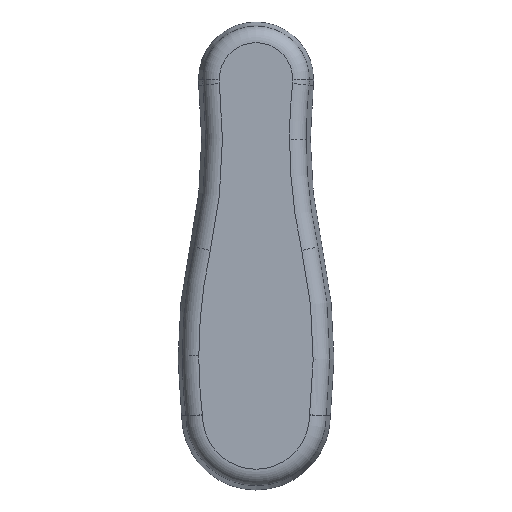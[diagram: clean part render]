
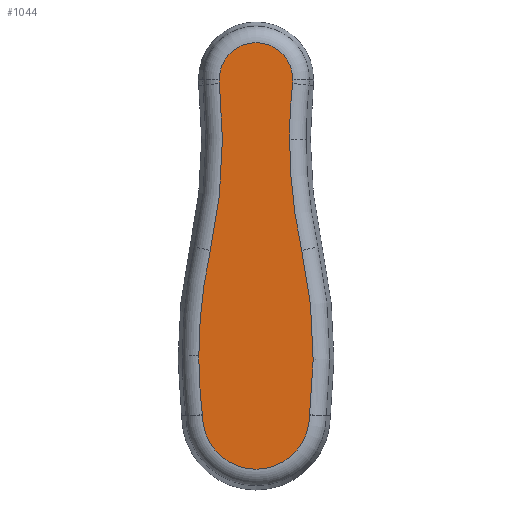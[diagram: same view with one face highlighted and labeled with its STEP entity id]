
A CAD part, top view. The second image highlights one B-rep face of the part: STEP entity #1044.
In plain terms, the highlighted planar face has unit normal (0, 0, 1).
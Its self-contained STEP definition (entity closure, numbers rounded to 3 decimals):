
#3 = PLANE ( 'NONE',  #585 ) ;
#21 = VERTEX_POINT ( 'NONE', #227 ) ;
#24 = AXIS2_PLACEMENT_3D ( 'NONE', #863, #695, #613 ) ;
#33 = CARTESIAN_POINT ( 'NONE',  ( 328.084, 164.487, 20. ) ) ;
#40 = CIRCLE ( 'NONE', #308, 21.902 ) ;
#59 = DIRECTION ( 'NONE',  ( 0., 0., 1. ) ) ;
#72 = CARTESIAN_POINT ( 'NONE',  ( -31.902, 0., 20. ) ) ;
#76 = VERTEX_POINT ( 'NONE', #553 ) ;
#81 = CARTESIAN_POINT ( 'NONE',  ( 0., 200., 20. ) ) ;
#105 = CIRCLE ( 'NONE', #741, 291.902 ) ;
#109 = VERTEX_POINT ( 'NONE', #219 ) ;
#159 = CIRCLE ( 'NONE', #538, 31.902 ) ;
#160 = CIRCLE ( 'NONE', #820, 308.098 ) ;
#173 = VERTEX_POINT ( 'NONE', #72 ) ;
#180 = CIRCLE ( 'NONE', #1041, 21.902 ) ;
#185 = DIRECTION ( 'NONE',  ( 0., 0., 1. ) ) ;
#188 = ORIENTED_EDGE ( 'NONE', *, *, #873, .T. ) ;
#207 = DIRECTION ( 'NONE',  ( -1., 0., 0. ) ) ;
#219 = CARTESIAN_POINT ( 'NONE',  ( -34.012, 35.513, 20. ) ) ;
#223 = DIRECTION ( 'NONE',  ( -1., 0., 0. ) ) ;
#224 = DIRECTION ( 'NONE',  ( -1., 0., 0. ) ) ;
#227 = CARTESIAN_POINT ( 'NONE',  ( 31.902, 0., 20. ) ) ;
#231 = VERTEX_POINT ( 'NONE', #916 ) ;
#236 = CARTESIAN_POINT ( 'NONE',  ( 31.899, 0.457, 20. ) ) ;
#242 = ORIENTED_EDGE ( 'NONE', *, *, #997, .T. ) ;
#266 = AXIS2_PLACEMENT_3D ( 'NONE', #648, #473, #402 ) ;
#274 = CIRCLE ( 'NONE', #753, 291.902 ) ;
#277 = VERTEX_POINT ( 'NONE', #504 ) ;
#294 = VERTEX_POINT ( 'NONE', #581 ) ;
#299 = DIRECTION ( 'NONE',  ( 0., 0., 1. ) ) ;
#308 = AXIS2_PLACEMENT_3D ( 'NONE', #621, #615, #207 ) ;
#312 = EDGE_LOOP ( 'NONE', ( #736, #348, #369, #915, #359, #908, #745, #790, #879, #242, #188, #516 ) ) ;
#327 = DIRECTION ( 'NONE',  ( 0., 0., 1. ) ) ;
#348 = ORIENTED_EDGE ( 'NONE', *, *, #519, .T. ) ;
#359 = ORIENTED_EDGE ( 'NONE', *, *, #632, .T. ) ;
#369 = ORIENTED_EDGE ( 'NONE', *, *, #595, .T. ) ;
#376 = EDGE_CURVE ( 'NONE', #476, #294, #160, .T. ) ;
#387 = CIRCLE ( 'NONE', #521, 308.098 ) ;
#402 = DIRECTION ( 'NONE',  ( -1., 0., 0. ) ) ;
#407 = DIRECTION ( 'NONE',  ( -1., 0., 0. ) ) ;
#410 = CARTESIAN_POINT ( 'NONE',  ( -35.096, 100., 20. ) ) ;
#423 = CIRCLE ( 'NONE', #910, 31.902 ) ;
#432 = DIRECTION ( 'NONE',  ( -1., 0., 0. ) ) ;
#444 = CARTESIAN_POINT ( 'NONE',  ( 257.891, 35.513, 20. ) ) ;
#458 = CIRCLE ( 'NONE', #266, 291.902 ) ;
#464 = CARTESIAN_POINT ( 'NONE',  ( -27.188, 98.259, 20. ) ) ;
#473 = DIRECTION ( 'NONE',  ( 0., 0., 1. ) ) ;
#476 = VERTEX_POINT ( 'NONE', #515 ) ;
#504 = CARTESIAN_POINT ( 'NONE',  ( 27.188, 98.259, 20. ) ) ;
#515 = CARTESIAN_POINT ( 'NONE',  ( 19.986, 164.487, 20. ) ) ;
#516 = ORIENTED_EDGE ( 'NONE', *, *, #540, .T. ) ;
#519 = EDGE_CURVE ( 'NONE', #109, #735, #274, .T. ) ;
#521 = AXIS2_PLACEMENT_3D ( 'NONE', #33, #603, #683 ) ;
#538 = AXIS2_PLACEMENT_3D ( 'NONE', #963, #800, #223 ) ;
#540 = EDGE_CURVE ( 'NONE', #231, #620, #973, .T. ) ;
#553 = CARTESIAN_POINT ( 'NONE',  ( -21.902, 200., 20. ) ) ;
#574 = DIRECTION ( 'NONE',  ( 0., 0., -1. ) ) ;
#575 = CIRCLE ( 'NONE', #967, 21.902 ) ;
#581 = CARTESIAN_POINT ( 'NONE',  ( 21.775, 197.643, 20. ) ) ;
#585 = AXIS2_PLACEMENT_3D ( 'NONE', #410, #574, #407 ) ;
#590 = CARTESIAN_POINT ( 'NONE',  ( 0., 0., 20. ) ) ;
#595 = EDGE_CURVE ( 'NONE', #735, #173, #159, .T. ) ;
#599 = DIRECTION ( 'NONE',  ( 0., 0., 1. ) ) ;
#603 = DIRECTION ( 'NONE',  ( 0., 0., -1. ) ) ;
#613 = DIRECTION ( 'NONE',  ( -1., 0., 0. ) ) ;
#615 = DIRECTION ( 'NONE',  ( 0., 0., 1. ) ) ;
#620 = VERTEX_POINT ( 'NONE', #464 ) ;
#621 = CARTESIAN_POINT ( 'NONE',  ( 0., 200., 20. ) ) ;
#632 = EDGE_CURVE ( 'NONE', #21, #706, #717, .T. ) ;
#639 = DIRECTION ( 'NONE',  ( 0., 0., 1. ) ) ;
#648 = CARTESIAN_POINT ( 'NONE',  ( -257.891, 35.513, 20. ) ) ;
#654 = EDGE_CURVE ( 'NONE', #620, #109, #105, .T. ) ;
#671 = CARTESIAN_POINT ( 'NONE',  ( 0., 200., 20. ) ) ;
#677 = DIRECTION ( 'NONE',  ( 0., 0., -1. ) ) ;
#683 = DIRECTION ( 'NONE',  ( -1., 0., 0. ) ) ;
#695 = DIRECTION ( 'NONE',  ( 0., 0., -1. ) ) ;
#706 = VERTEX_POINT ( 'NONE', #236 ) ;
#717 = CIRCLE ( 'NONE', #833, 31.902 ) ;
#719 = EDGE_CURVE ( 'NONE', #706, #277, #458, .T. ) ;
#735 = VERTEX_POINT ( 'NONE', #983 ) ;
#736 = ORIENTED_EDGE ( 'NONE', *, *, #654, .T. ) ;
#741 = AXIS2_PLACEMENT_3D ( 'NONE', #887, #59, #890 ) ;
#745 = ORIENTED_EDGE ( 'NONE', *, *, #850, .T. ) ;
#753 = AXIS2_PLACEMENT_3D ( 'NONE', #444, #299, #771 ) ;
#763 = EDGE_CURVE ( 'NONE', #173, #21, #423, .T. ) ;
#771 = DIRECTION ( 'NONE',  ( -1., 0., 0. ) ) ;
#772 = CARTESIAN_POINT ( 'NONE',  ( 21.902, 200., 20. ) ) ;
#790 = ORIENTED_EDGE ( 'NONE', *, *, #376, .T. ) ;
#800 = DIRECTION ( 'NONE',  ( 0., 0., 1. ) ) ;
#820 = AXIS2_PLACEMENT_3D ( 'NONE', #920, #677, #840 ) ;
#821 = DIRECTION ( 'NONE',  ( -1., 0., 0. ) ) ;
#832 = EDGE_CURVE ( 'NONE', #294, #893, #180, .T. ) ;
#833 = AXIS2_PLACEMENT_3D ( 'NONE', #1053, #639, #224 ) ;
#840 = DIRECTION ( 'NONE',  ( -1., 0., 0. ) ) ;
#850 = EDGE_CURVE ( 'NONE', #277, #476, #387, .T. ) ;
#863 = CARTESIAN_POINT ( 'NONE',  ( -328.084, 164.487, 20. ) ) ;
#871 = FACE_OUTER_BOUND ( 'NONE', #312, .T. ) ;
#873 = EDGE_CURVE ( 'NONE', #76, #231, #40, .T. ) ;
#879 = ORIENTED_EDGE ( 'NONE', *, *, #832, .T. ) ;
#887 = CARTESIAN_POINT ( 'NONE',  ( 257.891, 35.513, 20. ) ) ;
#890 = DIRECTION ( 'NONE',  ( -1., 0., 0. ) ) ;
#893 = VERTEX_POINT ( 'NONE', #772 ) ;
#908 = ORIENTED_EDGE ( 'NONE', *, *, #719, .T. ) ;
#910 = AXIS2_PLACEMENT_3D ( 'NONE', #590, #185, #919 ) ;
#915 = ORIENTED_EDGE ( 'NONE', *, *, #763, .T. ) ;
#916 = CARTESIAN_POINT ( 'NONE',  ( -21.775, 197.643, 20. ) ) ;
#919 = DIRECTION ( 'NONE',  ( -1., 0., 0. ) ) ;
#920 = CARTESIAN_POINT ( 'NONE',  ( 328.084, 164.487, 20. ) ) ;
#963 = CARTESIAN_POINT ( 'NONE',  ( 0., 0., 20. ) ) ;
#967 = AXIS2_PLACEMENT_3D ( 'NONE', #81, #327, #821 ) ;
#973 = CIRCLE ( 'NONE', #24, 308.098 ) ;
#983 = CARTESIAN_POINT ( 'NONE',  ( -31.899, 0.457, 20. ) ) ;
#997 = EDGE_CURVE ( 'NONE', #893, #76, #575, .T. ) ;
#1041 = AXIS2_PLACEMENT_3D ( 'NONE', #671, #599, #432 ) ;
#1044 = ADVANCED_FACE ( 'NONE', ( #871 ), #3, .F. ) ;
#1053 = CARTESIAN_POINT ( 'NONE',  ( 0., 0., 20. ) ) ;
